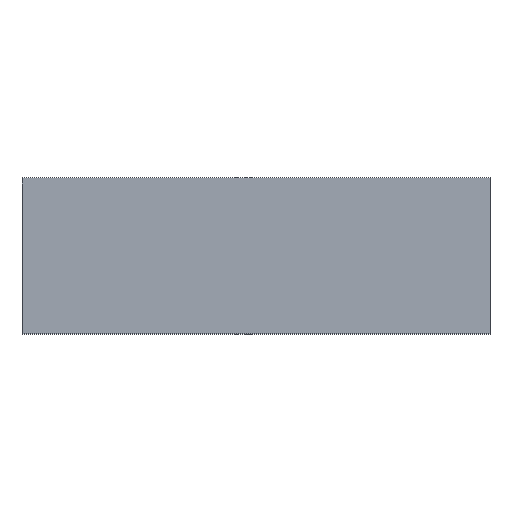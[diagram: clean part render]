
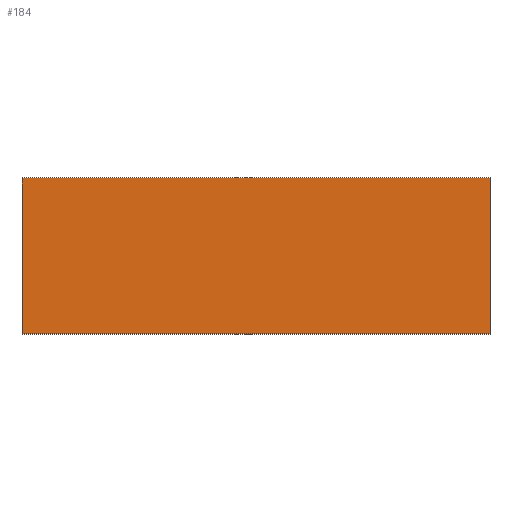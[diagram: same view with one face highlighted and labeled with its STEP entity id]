
A CAD part, top view. The second image highlights one B-rep face of the part: STEP entity #184.
In plain terms, the highlighted planar face has unit normal (0, 0, 1).
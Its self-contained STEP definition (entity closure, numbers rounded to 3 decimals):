
#3 = AXIS2_PLACEMENT_3D ( 'NONE', #100, #260, #42 ) ;
#7 = CARTESIAN_POINT ( 'NONE',  ( 45., 15., 7.5 ) ) ;
#14 = ORIENTED_EDGE ( 'NONE', *, *, #21, .T. ) ;
#21 = EDGE_CURVE ( 'NONE', #78, #112, #80, .T. ) ;
#29 = VECTOR ( 'NONE', #40, 1000. ) ;
#36 = FACE_OUTER_BOUND ( 'NONE', #110, .T. ) ;
#40 = DIRECTION ( 'NONE',  ( 0., 1., 0. ) ) ;
#42 = DIRECTION ( 'NONE',  ( 1., 0., 0. ) ) ;
#44 = LINE ( 'NONE', #242, #29 ) ;
#51 = CARTESIAN_POINT ( 'NONE',  ( -45., -15., 7.5 ) ) ;
#60 = DIRECTION ( 'NONE',  ( 0., -1., 0. ) ) ;
#78 = VERTEX_POINT ( 'NONE', #150 ) ;
#80 = LINE ( 'NONE', #161, #104 ) ;
#89 = LINE ( 'NONE', #173, #119 ) ;
#90 = VERTEX_POINT ( 'NONE', #7 ) ;
#92 = PLANE ( 'NONE',  #3 ) ;
#100 = CARTESIAN_POINT ( 'NONE',  ( 0., 0., 7.5 ) ) ;
#104 = VECTOR ( 'NONE', #60, 1000. ) ;
#110 = EDGE_LOOP ( 'NONE', ( #14, #176, #204, #137 ) ) ;
#112 = VERTEX_POINT ( 'NONE', #51 ) ;
#119 = VECTOR ( 'NONE', #257, 1000. ) ;
#121 = CARTESIAN_POINT ( 'NONE',  ( 45., -15., 7.5 ) ) ;
#137 = ORIENTED_EDGE ( 'NONE', *, *, #147, .T. ) ;
#138 = DIRECTION ( 'NONE',  ( 1., 0., 0. ) ) ;
#142 = CARTESIAN_POINT ( 'NONE',  ( 45., -15., 7.5 ) ) ;
#147 = EDGE_CURVE ( 'NONE', #90, #78, #89, .T. ) ;
#150 = CARTESIAN_POINT ( 'NONE',  ( -45., 15., 7.5 ) ) ;
#161 = CARTESIAN_POINT ( 'NONE',  ( -45., -15., 7.5 ) ) ;
#165 = VECTOR ( 'NONE', #138, 1000. ) ;
#173 = CARTESIAN_POINT ( 'NONE',  ( 45., 15., 7.5 ) ) ;
#176 = ORIENTED_EDGE ( 'NONE', *, *, #193, .T. ) ;
#184 = ADVANCED_FACE ( 'NONE', ( #36 ), #92, .T. ) ;
#193 = EDGE_CURVE ( 'NONE', #112, #232, #206, .T. ) ;
#204 = ORIENTED_EDGE ( 'NONE', *, *, #240, .T. ) ;
#206 = LINE ( 'NONE', #142, #165 ) ;
#232 = VERTEX_POINT ( 'NONE', #121 ) ;
#240 = EDGE_CURVE ( 'NONE', #232, #90, #44, .T. ) ;
#242 = CARTESIAN_POINT ( 'NONE',  ( 45., -15., 7.5 ) ) ;
#257 = DIRECTION ( 'NONE',  ( -1., 0., 0. ) ) ;
#260 = DIRECTION ( 'NONE',  ( 0., 0., 1. ) ) ;
